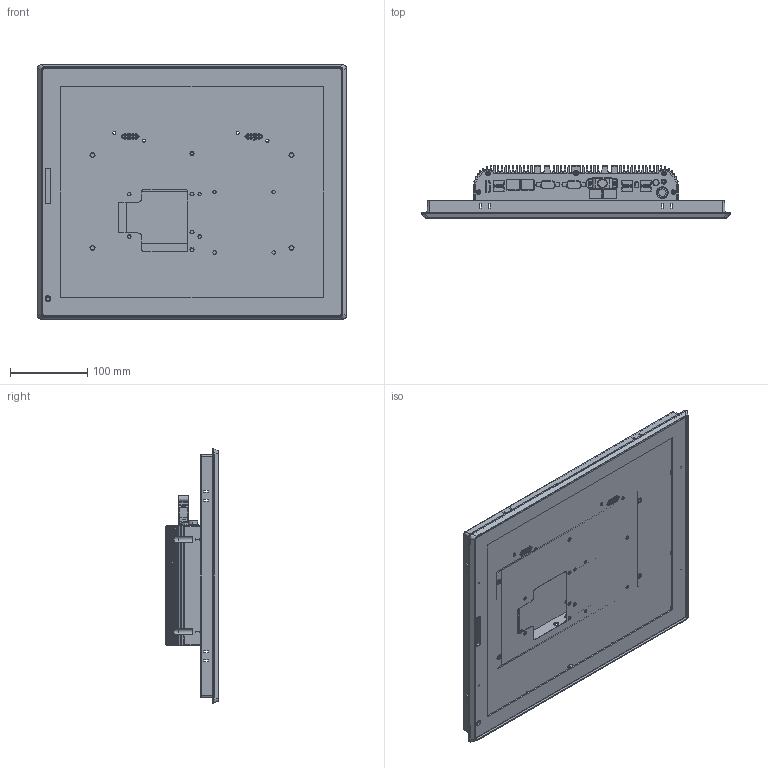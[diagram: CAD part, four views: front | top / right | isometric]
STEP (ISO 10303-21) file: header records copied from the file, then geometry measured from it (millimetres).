
FILE_DESCRIPTION (( 'STEP AP214' ), '1' );
FILE_NAME ('IFC-817R.STEP', '2025-03-15T00:41:28', ( '' ), ( '' ), 'SwSTEP 2.0', 'SolidWorks 2024', '' );
FILE_SCHEMA (( 'AUTOMOTIVE_DESIGN' ));
Length unit declared in the file: millimetre
Products named in the file (1): IFC-817R
Bounding box: 400.66 x 68.1 x 329.76 mm (x, y, z)
Volume: 923093.6 mm3; surface area: 758085.5 mm2
Topology: 39 solids, 39 shells, 3863 faces, 10394 edges, 6789 vertices
Faces by surface type: plane 1902, cylinder 1542, cone 215, bspline 180, torus 24
Entity records: 140889 total; most frequent: CARTESIAN_POINT 44187, ORIENTED_EDGE 20716, DIRECTION 18911, EDGE_CURVE 10358, VERTEX_POINT 6789, VECTOR 6463, LINE 6463, AXIS2_PLACEMENT_3D 6224
